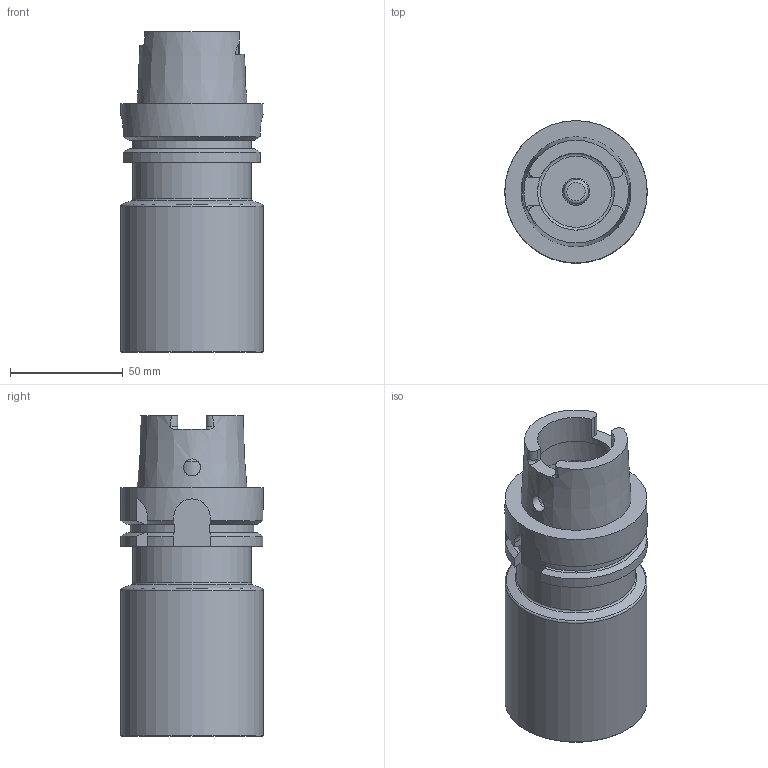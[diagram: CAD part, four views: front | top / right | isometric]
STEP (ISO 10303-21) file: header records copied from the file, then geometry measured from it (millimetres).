
FILE_DESCRIPTION(/* description */ (''),/* implementation_level */ '2;1');
FILE_NAME(/* name */ '6995_1_3D.STP',/* time_stamp */ '2023-01-18T08:46:04+01:00',/* author */ (''),/* organization */ ('SMS'),/* preprocessor_version */ 'ST-DEVELOPER v16.7',/* originating_system */ 'SIEMENS PLM Software NX 12.0',/* authorisation */ '');
FILE_SCHEMA (('AUTOMOTIVE_DESIGN { 1 0 10303 214 3 1 1 1 }'));
Length unit declared in the file: millimetre
Products named in the file (1): 6995_1_3D
Bounding box: 63 x 63 x 141.9 mm (x, y, z)
Volume: 332383 mm3; surface area: 40019 mm2
Topology: 1 solids, 1 shells, 79 faces, 222 edges, 145 vertices
Faces by surface type: plane 35, cylinder 24, cone 12, torus 8
Full cylindrical faces by diameter (mm): 2 x1, 7.5 x2, 12 x1, 34.05 x2, 40.08 x1, 52.5 x1, 62.94 x1, 63 x1
Entity records: 2668 total; most frequent: CARTESIAN_POINT 761, DIRECTION 385, ORIENTED_EDGE 370, EDGE_CURVE 185, AXIS2_PLACEMENT_3D 150, VERTEX_POINT 132, EDGE_LOOP 106, LINE 85
